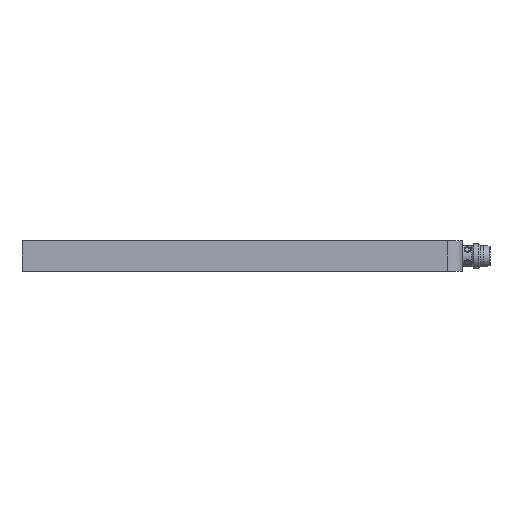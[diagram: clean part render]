
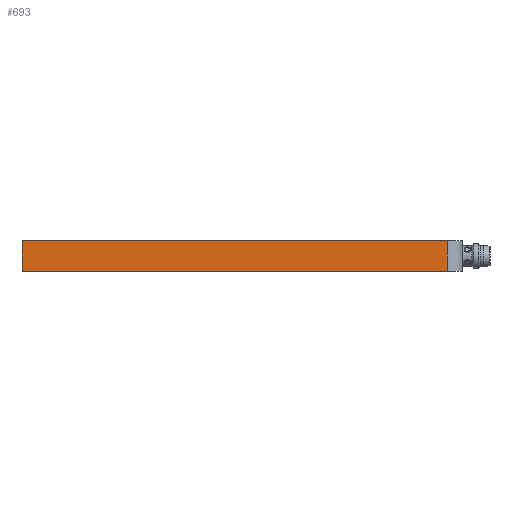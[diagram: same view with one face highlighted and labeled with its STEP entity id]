
A CAD part, front view. The second image highlights one B-rep face of the part: STEP entity #693.
In plain terms, the highlighted planar face has unit normal (0, -1, 0).
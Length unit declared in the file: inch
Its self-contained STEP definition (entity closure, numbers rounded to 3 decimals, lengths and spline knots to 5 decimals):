
#24 = ORIENTED_EDGE ( 'NONE', *, *, #869, .T. ) ;
#135 = ORIENTED_EDGE ( 'NONE', *, *, #204, .F. ) ;
#204 = EDGE_CURVE ( 'NONE', #786, #1542, #2971, .T. ) ;
#325 = VECTOR ( 'NONE', #1677, 39.37008 ) ;
#432 = VERTEX_POINT ( 'NONE', #3117 ) ;
#462 = CARTESIAN_POINT ( 'NONE',  ( 0., -1.45669, 0.19685 ) ) ;
#693 = ADVANCED_FACE ( 'NONE', ( #1096 ), #2746, .F. ) ;
#786 = VERTEX_POINT ( 'NONE', #2271 ) ;
#820 = VECTOR ( 'NONE', #2008, 39.37008 ) ;
#869 = EDGE_CURVE ( 'NONE', #432, #1542, #2993, .T. ) ;
#1014 = ORIENTED_EDGE ( 'NONE', *, *, #2086, .F. ) ;
#1030 = LINE ( 'NONE', #2405, #2707 ) ;
#1051 = CARTESIAN_POINT ( 'NONE',  ( 5.47244, -1.45669, -0.19685 ) ) ;
#1096 = FACE_OUTER_BOUND ( 'NONE', #1609, .T. ) ;
#1122 = CARTESIAN_POINT ( 'NONE',  ( 0., -1.45669, 0.19685 ) ) ;
#1126 = DIRECTION ( 'NONE',  ( 0., 0., 1. ) ) ;
#1253 = DIRECTION ( 'NONE',  ( 0., 1., 0. ) ) ;
#1283 = DIRECTION ( 'NONE',  ( 1., 0., 0. ) ) ;
#1527 = ORIENTED_EDGE ( 'NONE', *, *, #1674, .F. ) ;
#1542 = VERTEX_POINT ( 'NONE', #1565 ) ;
#1565 = CARTESIAN_POINT ( 'NONE',  ( 5.47244, -1.45669, -0.19685 ) ) ;
#1609 = EDGE_LOOP ( 'NONE', ( #135, #1014, #1527, #24 ) ) ;
#1674 = EDGE_CURVE ( 'NONE', #432, #1967, #1030, .T. ) ;
#1677 = DIRECTION ( 'NONE',  ( 1., 0., 0. ) ) ;
#1780 = CARTESIAN_POINT ( 'NONE',  ( 0., -1.45669, 0.19685 ) ) ;
#1836 = AXIS2_PLACEMENT_3D ( 'NONE', #1780, #1253, #2016 ) ;
#1967 = VERTEX_POINT ( 'NONE', #1122 ) ;
#2008 = DIRECTION ( 'NONE',  ( 0., 0., -1. ) ) ;
#2016 = DIRECTION ( 'NONE',  ( 0., 0., 1. ) ) ;
#2086 = EDGE_CURVE ( 'NONE', #1967, #786, #3138, .T. ) ;
#2254 = CARTESIAN_POINT ( 'NONE',  ( 5.47244, -1.45669, 0.19685 ) ) ;
#2271 = CARTESIAN_POINT ( 'NONE',  ( 5.47244, -1.45669, 0.19685 ) ) ;
#2405 = CARTESIAN_POINT ( 'NONE',  ( 0., -1.45669, 0.19685 ) ) ;
#2707 = VECTOR ( 'NONE', #1126, 39.37008 ) ;
#2746 = PLANE ( 'NONE',  #1836 ) ;
#2971 = LINE ( 'NONE', #2254, #820 ) ;
#2993 = LINE ( 'NONE', #1051, #3057 ) ;
#3057 = VECTOR ( 'NONE', #1283, 39.37008 ) ;
#3117 = CARTESIAN_POINT ( 'NONE',  ( 0., -1.45669, -0.19685 ) ) ;
#3138 = LINE ( 'NONE', #462, #325 ) ;
